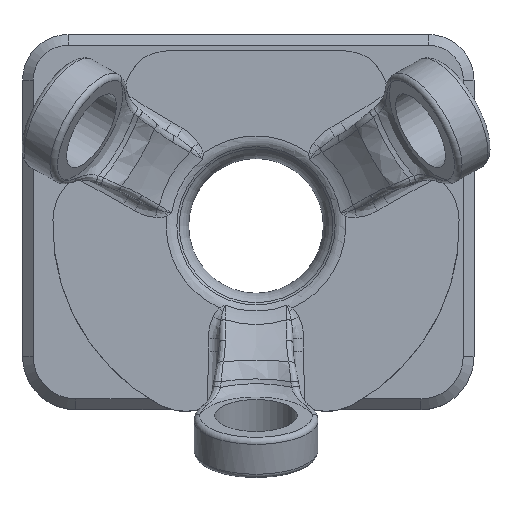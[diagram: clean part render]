
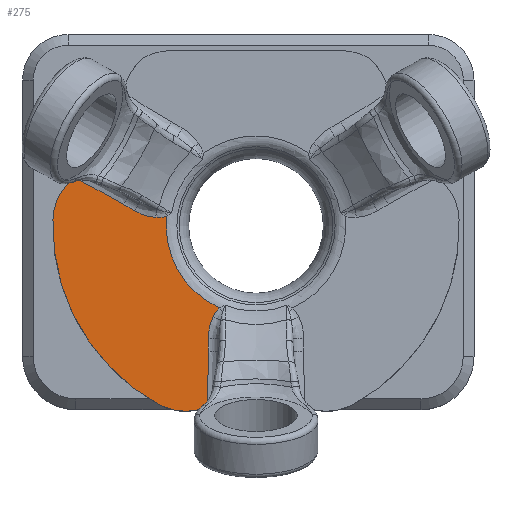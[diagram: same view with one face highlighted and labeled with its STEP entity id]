
A CAD part, top view. The second image highlights one B-rep face of the part: STEP entity #275.
In plain terms, the highlighted planar face has unit normal (0, 0, 1).
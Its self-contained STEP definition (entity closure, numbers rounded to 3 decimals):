
#76 = VERTEX_POINT('',#77);
#77 = CARTESIAN_POINT('',(-34.032,-48.406,14.79));
#84 = EDGE_CURVE('',#76,#85,#87,.T.);
#85 = VERTEX_POINT('',#86);
#86 = CARTESIAN_POINT('',(-38.107,-48.113,14.79));
#87 = CIRCLE('',#88,5.);
#88 = AXIS2_PLACEMENT_3D('',#89,#90,#91);
#89 = CARTESIAN_POINT('',(-35.742,-43.707,14.79));
#90 = DIRECTION('',(0.,0.,-1.));
#91 = DIRECTION('',(-1.,0.,0.));
#246 = EDGE_CURVE('',#85,#247,#249,.T.);
#247 = VERTEX_POINT('',#248);
#248 = CARTESIAN_POINT('',(-48.033,-30.921,14.79));
#249 = CIRCLE('',#250,18.85);
#250 = AXIS2_PLACEMENT_3D('',#251,#252,#253);
#251 = CARTESIAN_POINT('',(-29.192,-31.504,14.79));
#252 = DIRECTION('',(0.,0.,-1.));
#253 = DIRECTION('',(-1.,0.,0.));
#275 = ADVANCED_FACE('',(#276),#393,.F.);
#276 = FACE_BOUND('',#277,.T.);
#277 = EDGE_LOOP('',(#278,#289,#298,#307,#316,#324,#333,#342,#349,#350,
    #351,#360,#369,#377,#386));
#278 = ORIENTED_EDGE('',*,*,#279,.T.);
#279 = EDGE_CURVE('',#280,#282,#284,.T.);
#280 = VERTEX_POINT('',#281);
#281 = CARTESIAN_POINT('',(-32.576,-39.116,14.79));
#282 = VERTEX_POINT('',#283);
#283 = CARTESIAN_POINT('',(-37.522,-31.504,14.79));
#284 = CIRCLE('',#285,8.33);
#285 = AXIS2_PLACEMENT_3D('',#286,#287,#288);
#286 = CARTESIAN_POINT('',(-29.192,-31.504,14.79));
#287 = DIRECTION('',(0.,0.,-1.));
#288 = DIRECTION('',(-1.,0.,0.));
#289 = ORIENTED_EDGE('',*,*,#290,.T.);
#290 = EDGE_CURVE('',#282,#291,#293,.T.);
#291 = VERTEX_POINT('',#292);
#292 = CARTESIAN_POINT('',(-37.476,-30.629,14.79));
#293 = CIRCLE('',#294,8.33);
#294 = AXIS2_PLACEMENT_3D('',#295,#296,#297);
#295 = CARTESIAN_POINT('',(-29.192,-31.504,14.79));
#296 = DIRECTION('',(0.,0.,-1.));
#297 = DIRECTION('',(-1.,0.,0.));
#298 = ORIENTED_EDGE('',*,*,#299,.T.);
#299 = EDGE_CURVE('',#291,#300,#302,.T.);
#300 = VERTEX_POINT('',#301);
#301 = CARTESIAN_POINT('',(-38.481,-30.726,14.79));
#302 = B_SPLINE_CURVE_WITH_KNOTS('',3,(#303,#304,#305,#306),
  .UNSPECIFIED.,.F.,.F.,(4,4),(0.,0.001),
  .PIECEWISE_BEZIER_KNOTS.);
#303 = CARTESIAN_POINT('',(-37.476,-30.629,14.79));
#304 = CARTESIAN_POINT('',(-37.801,-30.739,14.79));
#305 = CARTESIAN_POINT('',(-38.142,-30.746,14.79));
#306 = CARTESIAN_POINT('',(-38.481,-30.726,14.79));
#307 = ORIENTED_EDGE('',*,*,#308,.T.);
#308 = EDGE_CURVE('',#300,#309,#311,.T.);
#309 = VERTEX_POINT('',#310);
#310 = CARTESIAN_POINT('',(-40.468,-30.103,14.79));
#311 = B_SPLINE_CURVE_WITH_KNOTS('',3,(#312,#313,#314,#315),
  .UNSPECIFIED.,.F.,.F.,(4,4),(0.,0.002),
  .PIECEWISE_BEZIER_KNOTS.);
#312 = CARTESIAN_POINT('',(-38.481,-30.726,14.79));
#313 = CARTESIAN_POINT('',(-39.186,-30.684,14.79));
#314 = CARTESIAN_POINT('',(-39.859,-30.455,14.79));
#315 = CARTESIAN_POINT('',(-40.468,-30.103,14.79));
#316 = ORIENTED_EDGE('',*,*,#317,.T.);
#317 = EDGE_CURVE('',#309,#318,#320,.T.);
#318 = VERTEX_POINT('',#319);
#319 = CARTESIAN_POINT('',(-41.476,-29.521,14.79));
#320 = LINE('',#321,#322);
#321 = CARTESIAN_POINT('',(-43.547,-28.326,14.79));
#322 = VECTOR('',#323,1.);
#323 = DIRECTION('',(-0.866,0.5,0.));
#324 = ORIENTED_EDGE('',*,*,#325,.F.);
#325 = EDGE_CURVE('',#326,#318,#328,.T.);
#326 = VERTEX_POINT('',#327);
#327 = CARTESIAN_POINT('',(-46.064,-27.041,14.79));
#328 = ELLIPSE('',#329,36.278,14.);
#329 = AXIS2_PLACEMENT_3D('',#330,#331,#332);
#330 = CARTESIAN_POINT('',(-48.476,-41.646,14.79));
#331 = DIRECTION('',(0.,0.,-1.));
#332 = DIRECTION('',(0.866,-0.5,0.));
#333 = ORIENTED_EDGE('',*,*,#334,.T.);
#334 = EDGE_CURVE('',#326,#335,#337,.T.);
#335 = VERTEX_POINT('',#336);
#336 = CARTESIAN_POINT('',(-46.249,-27.245,14.79));
#337 = B_SPLINE_CURVE_WITH_KNOTS('',3,(#338,#339,#340,#341),
  .UNSPECIFIED.,.F.,.F.,(4,4),(0.,0.),
  .PIECEWISE_BEZIER_KNOTS.);
#338 = CARTESIAN_POINT('',(-46.064,-27.041,14.79));
#339 = CARTESIAN_POINT('',(-46.116,-27.117,14.79));
#340 = CARTESIAN_POINT('',(-46.178,-27.186,14.79));
#341 = CARTESIAN_POINT('',(-46.249,-27.245,14.79));
#342 = ORIENTED_EDGE('',*,*,#343,.F.);
#343 = EDGE_CURVE('',#247,#335,#344,.T.);
#344 = CIRCLE('',#345,5.);
#345 = AXIS2_PLACEMENT_3D('',#346,#347,#348);
#346 = CARTESIAN_POINT('',(-43.035,-31.076,14.79));
#347 = DIRECTION('',(0.,0.,-1.));
#348 = DIRECTION('',(-1.,0.,0.));
#349 = ORIENTED_EDGE('',*,*,#246,.F.);
#350 = ORIENTED_EDGE('',*,*,#84,.F.);
#351 = ORIENTED_EDGE('',*,*,#352,.T.);
#352 = EDGE_CURVE('',#76,#353,#355,.T.);
#353 = VERTEX_POINT('',#354);
#354 = CARTESIAN_POINT('',(-33.762,-48.347,14.79));
#355 = B_SPLINE_CURVE_WITH_KNOTS('',3,(#356,#357,#358,#359),
  .UNSPECIFIED.,.F.,.F.,(4,4),(0.,0.),
  .PIECEWISE_BEZIER_KNOTS.);
#356 = CARTESIAN_POINT('',(-34.032,-48.406,14.79));
#357 = CARTESIAN_POINT('',(-33.945,-48.374,14.79));
#358 = CARTESIAN_POINT('',(-33.855,-48.355,14.79));
#359 = CARTESIAN_POINT('',(-33.762,-48.347,14.79));
#360 = ORIENTED_EDGE('',*,*,#361,.F.);
#361 = EDGE_CURVE('',#362,#353,#364,.T.);
#362 = VERTEX_POINT('',#363);
#363 = CARTESIAN_POINT('',(-33.617,-43.134,14.79));
#364 = ELLIPSE('',#365,36.278,14.);
#365 = AXIS2_PLACEMENT_3D('',#366,#367,#368);
#366 = CARTESIAN_POINT('',(-47.617,-43.134,14.79));
#367 = DIRECTION('',(0.,0.,-1.));
#368 = DIRECTION('',(0.,1.,0.));
#369 = ORIENTED_EDGE('',*,*,#370,.F.);
#370 = EDGE_CURVE('',#371,#362,#373,.T.);
#371 = VERTEX_POINT('',#372);
#372 = CARTESIAN_POINT('',(-33.617,-41.97,14.79));
#373 = LINE('',#374,#375);
#374 = CARTESIAN_POINT('',(-33.617,-32.804,14.79));
#375 = VECTOR('',#376,1.);
#376 = DIRECTION('',(0.,-1.,0.));
#377 = ORIENTED_EDGE('',*,*,#378,.T.);
#378 = EDGE_CURVE('',#371,#379,#381,.T.);
#379 = VERTEX_POINT('',#380);
#380 = CARTESIAN_POINT('',(-33.162,-39.938,14.79));
#381 = B_SPLINE_CURVE_WITH_KNOTS('',3,(#382,#383,#384,#385),
  .UNSPECIFIED.,.F.,.F.,(4,4),(0.,0.002),
  .PIECEWISE_BEZIER_KNOTS.);
#382 = CARTESIAN_POINT('',(-33.617,-41.97,14.79));
#383 = CARTESIAN_POINT('',(-33.617,-41.267,14.79));
#384 = CARTESIAN_POINT('',(-33.479,-40.569,14.79));
#385 = CARTESIAN_POINT('',(-33.162,-39.938,14.79));
#386 = ORIENTED_EDGE('',*,*,#387,.T.);
#387 = EDGE_CURVE('',#379,#280,#388,.T.);
#388 = B_SPLINE_CURVE_WITH_KNOTS('',3,(#389,#390,#391,#392),
  .UNSPECIFIED.,.F.,.F.,(4,4),(0.,0.001),
  .PIECEWISE_BEZIER_KNOTS.);
#389 = CARTESIAN_POINT('',(-33.162,-39.938,14.79));
#390 = CARTESIAN_POINT('',(-33.01,-39.633,14.79));
#391 = CARTESIAN_POINT('',(-32.836,-39.344,14.79));
#392 = CARTESIAN_POINT('',(-32.576,-39.116,14.79));
#393 = PLANE('',#394);
#394 = AXIS2_PLACEMENT_3D('',#395,#396,#397);
#395 = CARTESIAN_POINT('',(-29.192,-32.804,14.79));
#396 = DIRECTION('',(0.,0.,-1.));
#397 = DIRECTION('',(1.,0.,0.));
